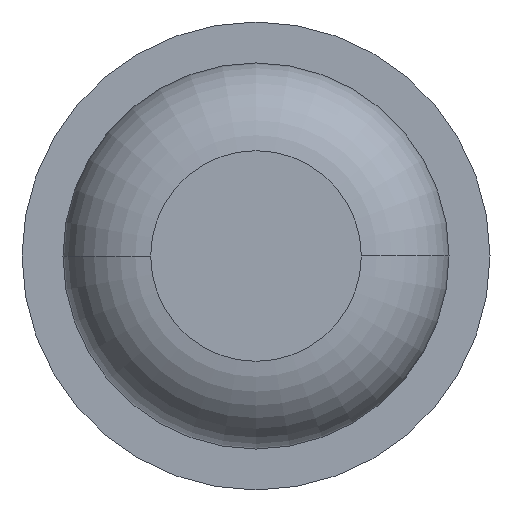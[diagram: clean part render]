
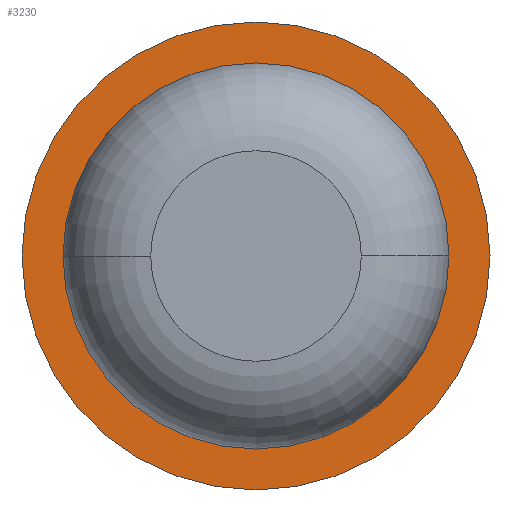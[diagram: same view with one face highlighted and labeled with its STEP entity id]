
A CAD part, front view. The second image highlights one B-rep face of the part: STEP entity #3230.
In plain terms, the highlighted planar face has unit normal (0, -1, 0).
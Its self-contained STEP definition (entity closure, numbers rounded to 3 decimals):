
#91 = EDGE_LOOP ( 'NONE', ( #2822, #3066 ) ) ;
#104 = EDGE_LOOP ( 'NONE', ( #3154, #2090 ) ) ;
#116 = EDGE_CURVE ( 'Defeature ausgef�hrt1_7+Defeature ausgef�hrt1_0+Defeature ausgef�hrt1_0+Defeature ausgef�hrt1_0', #1660, #2198, #1254, .T. ) ;
#146 = CIRCLE ( 'NONE', #2742, 1. ) ;
#266 = AXIS2_PLACEMENT_3D ( 'NONE', #447, #459, #2947 ) ;
#352 = CARTESIAN_POINT ( 'NONE',  ( 0., -6., 0. ) ) ;
#403 = CARTESIAN_POINT ( 'NONE',  ( -0.825, -6., 0. ) ) ;
#447 = CARTESIAN_POINT ( 'NONE',  ( 0.825, -6., 0. ) ) ;
#459 = DIRECTION ( 'NONE',  ( 0., 1., 0. ) ) ;
#521 = EDGE_CURVE ( 'Defeature ausgef�hrt1_7+Defeature ausgef�hrt1_0+Defeature ausgef�hrt1_0+Defeature ausgef�hrt1_0', #2198, #1660, #3518, .T. ) ;
#759 = PLANE ( 'NONE',  #266 ) ;
#811 = CARTESIAN_POINT ( 'NONE',  ( 0., -6., 0. ) ) ;
#1097 = EDGE_CURVE ( 'Defeature ausgef�hrt1_8+Defeature ausgef�hrt1_7+Defeature ausgef�hrt1_7+Defeature ausgef�hrt1_7', #2306, #2315, #146, .T. ) ;
#1100 = DIRECTION ( 'NONE',  ( 0., 1., 0. ) ) ;
#1254 = CIRCLE ( 'NONE', #3551, 0.825 ) ;
#1327 = DIRECTION ( 'NONE',  ( 0., 1., 0. ) ) ;
#1345 = CARTESIAN_POINT ( 'NONE',  ( 0.825, -6., 0. ) ) ;
#1660 = VERTEX_POINT ( 'NONE', #403 ) ;
#1948 = DIRECTION ( 'NONE',  ( -1., 0., 0. ) ) ;
#1957 = AXIS2_PLACEMENT_3D ( 'NONE', #352, #3467, #1948 ) ;
#2019 = CARTESIAN_POINT ( 'NONE',  ( -1., -6., 0. ) ) ;
#2066 = DIRECTION ( 'NONE',  ( -1., 0., 0. ) ) ;
#2090 = ORIENTED_EDGE ( 'NONE', *, *, #521, .T. ) ;
#2111 = AXIS2_PLACEMENT_3D ( 'NONE', #2671, #1100, #2360 ) ;
#2117 = FACE_OUTER_BOUND ( 'NONE', #91, .T. ) ;
#2198 = VERTEX_POINT ( 'NONE', #1345 ) ;
#2306 = VERTEX_POINT ( 'NONE', #3320 ) ;
#2315 = VERTEX_POINT ( 'NONE', #2019 ) ;
#2325 = CIRCLE ( 'NONE', #1957, 1. ) ;
#2360 = DIRECTION ( 'NONE',  ( -1., 0., 0. ) ) ;
#2372 = FACE_BOUND ( 'NONE', #104, .T. ) ;
#2571 = CARTESIAN_POINT ( 'NONE',  ( 0., -6., 0. ) ) ;
#2654 = EDGE_CURVE ( 'Defeature ausgef�hrt1_8+Defeature ausgef�hrt1_7+Defeature ausgef�hrt1_7+Defeature ausgef�hrt1_7', #2315, #2306, #2325, .T. ) ;
#2671 = CARTESIAN_POINT ( 'NONE',  ( 0., -6., 0. ) ) ;
#2742 = AXIS2_PLACEMENT_3D ( 'NONE', #2571, #1327, #2937 ) ;
#2822 = ORIENTED_EDGE ( 'NONE', *, *, #2654, .F. ) ;
#2937 = DIRECTION ( 'NONE',  ( -1., 0., 0. ) ) ;
#2947 = DIRECTION ( 'NONE',  ( -1., 0., 0. ) ) ;
#3007 = DIRECTION ( 'NONE',  ( 0., 1., 0. ) ) ;
#3066 = ORIENTED_EDGE ( 'NONE', *, *, #1097, .F. ) ;
#3154 = ORIENTED_EDGE ( 'NONE', *, *, #116, .T. ) ;
#3230 = ADVANCED_FACE ( 'Defeature ausgef�hrt1_7', ( #2117, #2372 ), #759, .F. ) ;
#3320 = CARTESIAN_POINT ( 'NONE',  ( 1., -6., 0. ) ) ;
#3467 = DIRECTION ( 'NONE',  ( 0., 1., 0. ) ) ;
#3518 = CIRCLE ( 'NONE', #2111, 0.825 ) ;
#3551 = AXIS2_PLACEMENT_3D ( 'NONE', #811, #3007, #2066 ) ;
